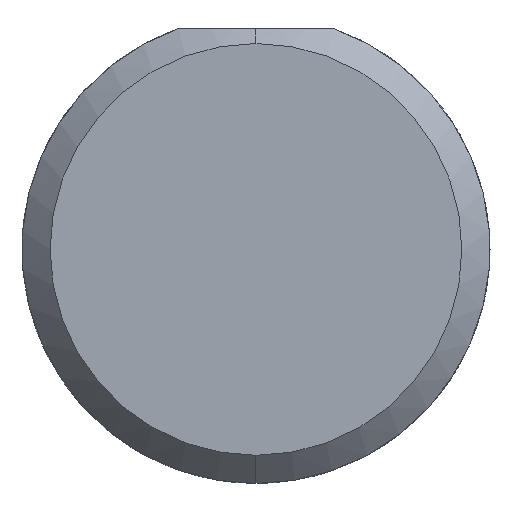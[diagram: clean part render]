
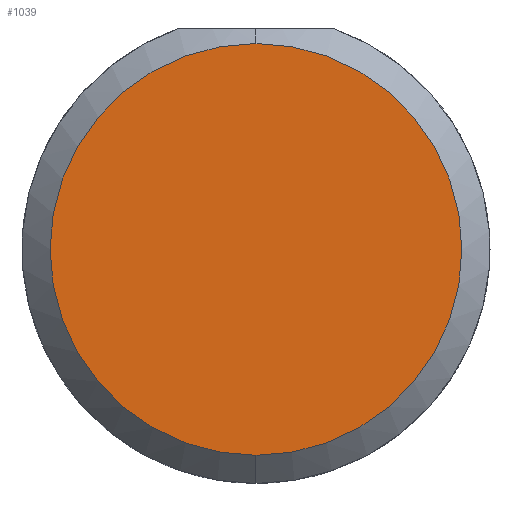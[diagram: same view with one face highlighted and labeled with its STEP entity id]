
A CAD part, left-side view. The second image highlights one B-rep face of the part: STEP entity #1039.
In plain terms, the highlighted planar face has unit normal (-1, 0, 0).
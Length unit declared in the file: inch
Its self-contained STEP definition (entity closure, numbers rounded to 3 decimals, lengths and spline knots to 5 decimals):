
#98 = DIRECTION ( 'NONE',  ( 1., 0., 0. ) ) ;
#198 = EDGE_LOOP ( 'NONE', ( #311, #1015 ) ) ;
#260 = CARTESIAN_POINT ( 'NONE',  ( 0., 0., 0. ) ) ;
#270 = CIRCLE ( 'NONE', #895, 0.10985 ) ;
#282 = DIRECTION ( 'NONE',  ( -1., 0., 0. ) ) ;
#311 = ORIENTED_EDGE ( 'NONE', *, *, #713, .T. ) ;
#316 = DIRECTION ( 'NONE',  ( -1., 0., 0. ) ) ;
#444 = DIRECTION ( 'NONE',  ( 0., 0., -1. ) ) ;
#452 = CARTESIAN_POINT ( 'NONE',  ( 0., 0., 0. ) ) ;
#501 = EDGE_CURVE ( 'NONE', #914, #963, #270, .T. ) ;
#520 = DIRECTION ( 'NONE',  ( 0., 0., -1. ) ) ;
#586 = PLANE ( 'NONE',  #628 ) ;
#618 = AXIS2_PLACEMENT_3D ( 'NONE', #452, #282, #444 ) ;
#626 = DIRECTION ( 'NONE',  ( 0., 0., -1. ) ) ;
#628 = AXIS2_PLACEMENT_3D ( 'NONE', #260, #98, #520 ) ;
#713 = EDGE_CURVE ( 'NONE', #963, #914, #929, .T. ) ;
#748 = CARTESIAN_POINT ( 'NONE',  ( 0., 0., -0.10985 ) ) ;
#828 = FACE_OUTER_BOUND ( 'NONE', #198, .T. ) ;
#895 = AXIS2_PLACEMENT_3D ( 'NONE', #1036, #316, #626 ) ;
#914 = VERTEX_POINT ( 'NONE', #944 ) ;
#929 = CIRCLE ( 'NONE', #618, 0.10985 ) ;
#944 = CARTESIAN_POINT ( 'NONE',  ( 0., 0., 0.10985 ) ) ;
#963 = VERTEX_POINT ( 'NONE', #748 ) ;
#1015 = ORIENTED_EDGE ( 'NONE', *, *, #501, .T. ) ;
#1036 = CARTESIAN_POINT ( 'NONE',  ( 0., 0., 0. ) ) ;
#1039 = ADVANCED_FACE ( 'NONE', ( #828 ), #586, .F. ) ;
